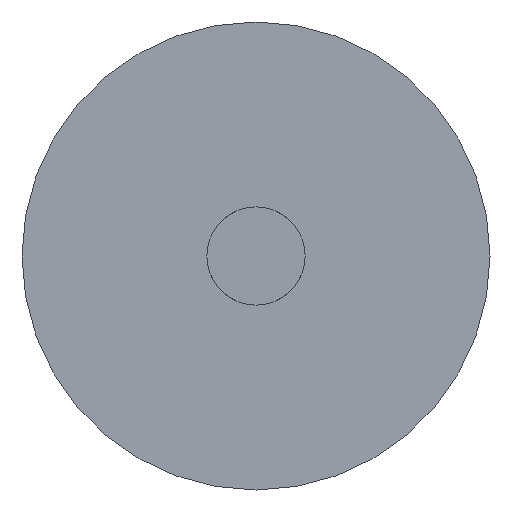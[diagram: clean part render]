
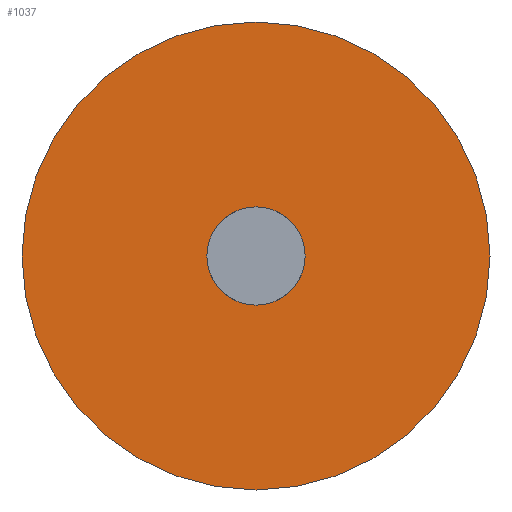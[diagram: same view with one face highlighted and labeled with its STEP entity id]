
A CAD part, front view. The second image highlights one B-rep face of the part: STEP entity #1037.
In plain terms, the highlighted planar face has unit normal (0, -1, 0).
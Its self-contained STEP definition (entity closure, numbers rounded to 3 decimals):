
#20 = CARTESIAN_POINT ( 'NONE',  ( 0., -4., 0. ) ) ;
#83 = EDGE_LOOP ( 'NONE', ( #163, #1060 ) ) ;
#119 = VERTEX_POINT ( 'NONE', #303 ) ;
#124 = VERTEX_POINT ( 'NONE', #662 ) ;
#163 = ORIENTED_EDGE ( 'NONE', *, *, #723, .T. ) ;
#175 = VERTEX_POINT ( 'NONE', #587 ) ;
#186 = FACE_BOUND ( 'NONE', #624, .T. ) ;
#289 = VERTEX_POINT ( 'NONE', #860 ) ;
#296 = DIRECTION ( 'NONE',  ( 0., -1., 0. ) ) ;
#303 = CARTESIAN_POINT ( 'NONE',  ( 0., -4., -15. ) ) ;
#367 = DIRECTION ( 'NONE',  ( 0., -1., 0. ) ) ;
#368 = AXIS2_PLACEMENT_3D ( 'NONE', #841, #296, #479 ) ;
#369 = CIRCLE ( 'NONE', #1098, 3.15 ) ;
#406 = DIRECTION ( 'NONE',  ( 0., -1., 0. ) ) ;
#439 = PLANE ( 'NONE',  #880 ) ;
#448 = FACE_OUTER_BOUND ( 'NONE', #83, .T. ) ;
#479 = DIRECTION ( 'NONE',  ( 0., 0., -1. ) ) ;
#491 = CARTESIAN_POINT ( 'NONE',  ( 0., -4., 0. ) ) ;
#549 = CARTESIAN_POINT ( 'NONE',  ( 0., -4., 0. ) ) ;
#587 = CARTESIAN_POINT ( 'NONE',  ( 0., -4., 3.15 ) ) ;
#602 = EDGE_CURVE ( 'NONE', #175, #124, #689, .T. ) ;
#623 = DIRECTION ( 'NONE',  ( 0., -1., 0. ) ) ;
#624 = EDGE_LOOP ( 'NONE', ( #1100, #1134 ) ) ;
#643 = CARTESIAN_POINT ( 'NONE',  ( 0., -4., 0. ) ) ;
#662 = CARTESIAN_POINT ( 'NONE',  ( 0., -4., -3.15 ) ) ;
#676 = DIRECTION ( 'NONE',  ( 0., 0., -1. ) ) ;
#689 = CIRCLE ( 'NONE', #1118, 3.15 ) ;
#712 = DIRECTION ( 'NONE',  ( 0., -1., 0. ) ) ;
#723 = EDGE_CURVE ( 'NONE', #289, #119, #1133, .T. ) ;
#739 = CIRCLE ( 'NONE', #991, 15. ) ;
#782 = EDGE_CURVE ( 'NONE', #119, #289, #739, .T. ) ;
#798 = DIRECTION ( 'NONE',  ( 0., 0., -1. ) ) ;
#841 = CARTESIAN_POINT ( 'NONE',  ( 0., -4., 0. ) ) ;
#860 = CARTESIAN_POINT ( 'NONE',  ( 0., -4., 15. ) ) ;
#880 = AXIS2_PLACEMENT_3D ( 'NONE', #643, #367, #798 ) ;
#883 = DIRECTION ( 'NONE',  ( 0., 0., -1. ) ) ;
#891 = DIRECTION ( 'NONE',  ( 0., 0., -1. ) ) ;
#955 = EDGE_CURVE ( 'NONE', #124, #175, #369, .T. ) ;
#991 = AXIS2_PLACEMENT_3D ( 'NONE', #491, #406, #676 ) ;
#1037 = ADVANCED_FACE ( 'NONE', ( #186, #448 ), #439, .T. ) ;
#1060 = ORIENTED_EDGE ( 'NONE', *, *, #782, .T. ) ;
#1098 = AXIS2_PLACEMENT_3D ( 'NONE', #20, #623, #883 ) ;
#1100 = ORIENTED_EDGE ( 'NONE', *, *, #955, .F. ) ;
#1118 = AXIS2_PLACEMENT_3D ( 'NONE', #549, #712, #891 ) ;
#1133 = CIRCLE ( 'NONE', #368, 15. ) ;
#1134 = ORIENTED_EDGE ( 'NONE', *, *, #602, .F. ) ;
